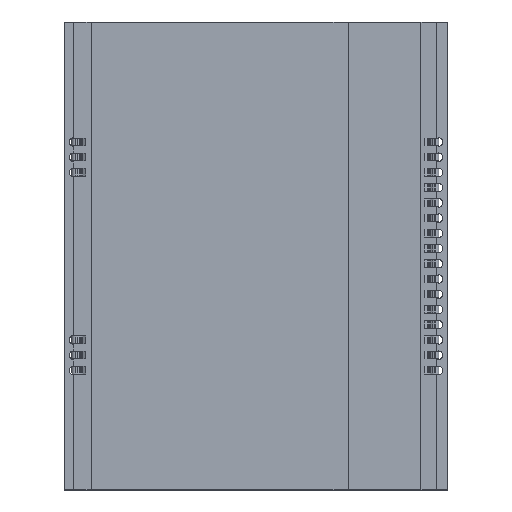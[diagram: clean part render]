
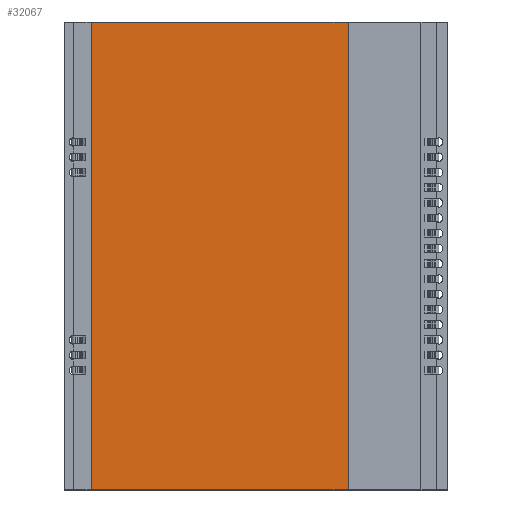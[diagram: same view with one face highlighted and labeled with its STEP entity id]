
A CAD part, top view. The second image highlights one B-rep face of the part: STEP entity #32067.
In plain terms, the highlighted planar face has unit normal (0, 0, 1).
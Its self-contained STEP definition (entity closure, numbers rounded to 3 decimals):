
#30282 = VERTEX_POINT('',#30283);
#30283 = CARTESIAN_POINT('',(3.,-58.,6.2));
#30291 = VERTEX_POINT('',#30292);
#30292 = CARTESIAN_POINT('',(45.833,-58.,6.2));
#30298 = EDGE_CURVE('',#30282,#30291,#30299,.T.);
#30299 = LINE('',#30300,#30301);
#30300 = CARTESIAN_POINT('',(3.,-58.,6.2));
#30301 = VECTOR('',#30302,1.);
#30302 = DIRECTION('',(1.,0.,0.));
#30792 = VERTEX_POINT('',#30793);
#30793 = CARTESIAN_POINT('',(3.,20.,6.2));
#30801 = VERTEX_POINT('',#30802);
#30802 = CARTESIAN_POINT('',(45.833,20.,6.2));
#30808 = EDGE_CURVE('',#30792,#30801,#30809,.T.);
#30809 = LINE('',#30810,#30811);
#30810 = CARTESIAN_POINT('',(3.,20.,6.2));
#30811 = VECTOR('',#30812,1.);
#30812 = DIRECTION('',(1.,0.,0.));
#32056 = EDGE_CURVE('',#30792,#30282,#32057,.T.);
#32057 = LINE('',#32058,#32059);
#32058 = CARTESIAN_POINT('',(3.,20.,6.2));
#32059 = VECTOR('',#32060,1.);
#32060 = DIRECTION('',(0.,-1.,0.));
#32067 = ADVANCED_FACE('',(#32068),#32079,.T.);
#32068 = FACE_BOUND('',#32069,.T.);
#32069 = EDGE_LOOP('',(#32070,#32071,#32072,#32073));
#32070 = ORIENTED_EDGE('',*,*,#30808,.F.);
#32071 = ORIENTED_EDGE('',*,*,#32056,.T.);
#32072 = ORIENTED_EDGE('',*,*,#30298,.T.);
#32073 = ORIENTED_EDGE('',*,*,#32074,.F.);
#32074 = EDGE_CURVE('',#30801,#30291,#32075,.T.);
#32075 = LINE('',#32076,#32077);
#32076 = CARTESIAN_POINT('',(45.833,20.,6.2));
#32077 = VECTOR('',#32078,1.);
#32078 = DIRECTION('',(0.,-1.,0.));
#32079 = PLANE('',#32080);
#32080 = AXIS2_PLACEMENT_3D('',#32081,#32082,#32083);
#32081 = CARTESIAN_POINT('',(3.,20.,6.2));
#32082 = DIRECTION('',(0.,0.,1.));
#32083 = DIRECTION('',(0.,-1.,0.));
